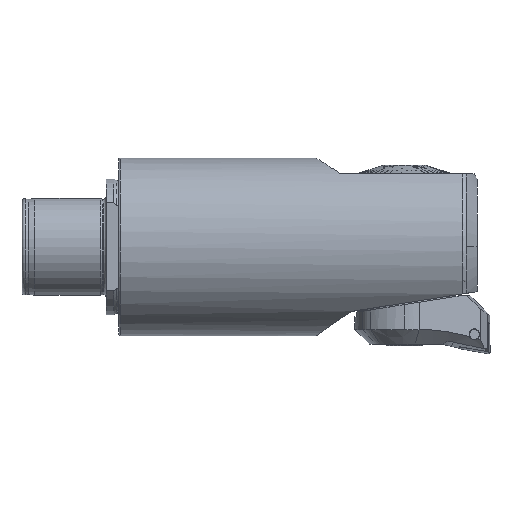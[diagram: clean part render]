
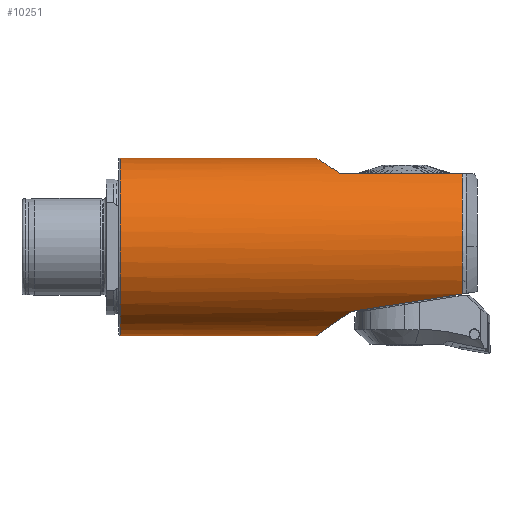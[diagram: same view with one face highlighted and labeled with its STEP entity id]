
A CAD part, front view. The second image highlights one B-rep face of the part: STEP entity #10251.
In plain terms, the highlighted cylindrical face has radius 27.5 mm (diameter 55 mm), a partial arc.
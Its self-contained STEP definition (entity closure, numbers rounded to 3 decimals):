
#575 = ORIENTED_EDGE ( 'NONE', *, *, #10859, .T. ) ;
#1228 = DIRECTION ( 'NONE',  ( -1., 0., 0. ) ) ;
#1381 = CARTESIAN_POINT ( 'NONE',  ( 98.789, -15.596, 22.65 ) ) ;
#1429 = LINE ( 'NONE', #21585, #28222 ) ;
#1610 = CARTESIAN_POINT ( 'NONE',  ( 98.368, -15.814, -22.502 ) ) ;
#1713 = CARTESIAN_POINT ( 'NONE',  ( 91.333, -2.004, -27.445 ) ) ;
#1999 = CARTESIAN_POINT ( 'NONE',  ( 136.381, 0., 0. ) ) ;
#2005 = CARTESIAN_POINT ( 'NONE',  ( -7.756, 0., -27.5 ) ) ;
#2671 = CARTESIAN_POINT ( 'NONE',  ( 102.212, -18.886, -19.989 ) ) ;
#3235 = CARTESIAN_POINT ( 'NONE',  ( 136.381, -23.318, -14.577 ) ) ;
#3676 = CARTESIAN_POINT ( 'NONE',  ( 91.962, -5.349, 26.977 ) ) ;
#3745 = VERTEX_POINT ( 'NONE', #2671 ) ;
#4003 = CARTESIAN_POINT ( 'NONE',  ( 95.578, -12.781, -24.412 ) ) ;
#4096 = CARTESIAN_POINT ( 'NONE',  ( 91.258, 0., -27.5 ) ) ;
#4100 = CARTESIAN_POINT ( 'NONE',  ( 136.381, -23.318, -14.577 ) ) ;
#4271 = ORIENTED_EDGE ( 'NONE', *, *, #25345, .F. ) ;
#4395 = DIRECTION ( 'NONE',  ( 0., 1., 0. ) ) ;
#4398 = EDGE_CURVE ( 'NONE', #11035, #17838, #24855, .T. ) ;
#4850 = LINE ( 'NONE', #2005, #10408 ) ;
#6059 = CARTESIAN_POINT ( 'NONE',  ( 92.333, -6.434, 26.739 ) ) ;
#6390 = CARTESIAN_POINT ( 'NONE',  ( 94.071, -10.363, -25.477 ) ) ;
#6728 = VERTEX_POINT ( 'NONE', #3235 ) ;
#7763 = AXIS2_PLACEMENT_3D ( 'NONE', #15431, #1228, #17821 ) ;
#7895 = CARTESIAN_POINT ( 'NONE',  ( 30.4, 0., -27.5 ) ) ;
#8426 = CARTESIAN_POINT ( 'NONE',  ( 93.067, -8.166, 26.269 ) ) ;
#8636 = ORIENTED_EDGE ( 'NONE', *, *, #27571, .F. ) ;
#8651 = CARTESIAN_POINT ( 'NONE',  ( 101.477, -18.394, -20.454 ) ) ;
#8760 = CARTESIAN_POINT ( 'NONE',  ( 93.394, -9.089, -25.959 ) ) ;
#8949 = ORIENTED_EDGE ( 'NONE', *, *, #18195, .F. ) ;
#9334 = VERTEX_POINT ( 'NONE', #25527 ) ;
#10251 = ADVANCED_FACE ( 'NONE', ( #11593 ), #10867, .T. ) ;
#10408 = VECTOR ( 'NONE', #25806, 1000. ) ;
#10821 = CARTESIAN_POINT ( 'NONE',  ( 94.146, -10.119, 25.579 ) ) ;
#10859 = EDGE_CURVE ( 'NONE', #11035, #26606, #19356, .T. ) ;
#10867 = CYLINDRICAL_SURFACE ( 'NONE', #19164, 27.5 ) ;
#11035 = VERTEX_POINT ( 'NONE', #21481 ) ;
#11146 = CARTESIAN_POINT ( 'NONE',  ( 92.435, -6.866, -26.647 ) ) ;
#11256 = CARTESIAN_POINT ( 'NONE',  ( 112.378, -20.59, -18.379 ) ) ;
#11366 =( BOUNDED_CURVE ( )  B_SPLINE_CURVE ( 3, ( #4100, #13530, #11256, #27918 ),
 .UNSPECIFIED., .F., .F. ) 
 B_SPLINE_CURVE_WITH_KNOTS ( ( 4, 4 ),
 ( 5.271, 5.526 ),
 .UNSPECIFIED. ) 
 CURVE ( )  GEOMETRIC_REPRESENTATION_ITEM ( )  RATIONAL_B_SPLINE_CURVE ( ( 1., 0.995, 0.995, 1. ) ) 
 REPRESENTATION_ITEM ( '' )  );
#11593 = FACE_OUTER_BOUND ( 'NONE', #11644, .T. ) ;
#11644 = EDGE_LOOP ( 'NONE', ( #18002, #30789, #8636, #17167, #8949, #22440, #575, #4271 ) ) ;
#11926 = CARTESIAN_POINT ( 'NONE',  ( 30.4, 0., 27.5 ) ) ;
#12031 = EDGE_CURVE ( 'NONE', #9334, #13153, #4850, .T. ) ;
#12310 = VECTOR ( 'NONE', #30304, 1000. ) ;
#12486 = CARTESIAN_POINT ( 'NONE',  ( 136.381, -15.596, 22.65 ) ) ;
#13082 = CARTESIAN_POINT ( 'NONE',  ( 91.358, -3.107, 27.366 ) ) ;
#13153 = VERTEX_POINT ( 'NONE', #7895 ) ;
#13192 = CARTESIAN_POINT ( 'NONE',  ( 95.398, -11.935, 24.783 ) ) ;
#13416 = CARTESIAN_POINT ( 'NONE',  ( 99.719, -17.023, -21.601 ) ) ;
#13528 = CARTESIAN_POINT ( 'NONE',  ( 91.873, -4.963, -27.053 ) ) ;
#13530 = CARTESIAN_POINT ( 'NONE',  ( 123.83, -22.076, -16.565 ) ) ;
#13595 = CARTESIAN_POINT ( 'NONE',  ( -7.756, 0., 27.5 ) ) ;
#14283 = EDGE_CURVE ( 'NONE', #26180, #6728, #23302, .T. ) ;
#15431 = CARTESIAN_POINT ( 'NONE',  ( 30.4, 0., 0. ) ) ;
#15475 = CARTESIAN_POINT ( 'NONE',  ( 91.15, 0., 27.5 ) ) ;
#15574 = CARTESIAN_POINT ( 'NONE',  ( 97.741, -14.646, 23.304 ) ) ;
#15808 = CARTESIAN_POINT ( 'NONE',  ( 98.701, -16.127, -22.278 ) ) ;
#15905 = CARTESIAN_POINT ( 'NONE',  ( 91.557, -3.488, -27.282 ) ) ;
#16251 = AXIS2_PLACEMENT_3D ( 'NONE', #1999, #18571, #4395 ) ;
#17167 = ORIENTED_EDGE ( 'NONE', *, *, #14283, .F. ) ;
#17821 = DIRECTION ( 'NONE',  ( 0., 0., 1. ) ) ;
#17838 = VERTEX_POINT ( 'NONE', #22442 ) ;
#17862 = CARTESIAN_POINT ( 'NONE',  ( 91.851, -4.977, 27.049 ) ) ;
#18002 = ORIENTED_EDGE ( 'NONE', *, *, #12031, .F. ) ;
#18180 = CARTESIAN_POINT ( 'NONE',  ( 96.747, -14.205, -23.599 ) ) ;
#18195 = EDGE_CURVE ( 'NONE', #17838, #26180, #1429, .T. ) ;
#18287 = CARTESIAN_POINT ( 'NONE',  ( 91.258, -1.006, -27.5 ) ) ;
#18571 = DIRECTION ( 'NONE',  ( 1., 0., 0. ) ) ;
#19164 = AXIS2_PLACEMENT_3D ( 'NONE', #25052, #29978, #25155 ) ;
#19356 = LINE ( 'NONE', #13595, #12310 ) ;
#20255 = CARTESIAN_POINT ( 'NONE',  ( 92.203, -6.076, 26.823 ) ) ;
#20586 = CARTESIAN_POINT ( 'NONE',  ( 94.314, -10.777, -25.304 ) ) ;
#21481 = CARTESIAN_POINT ( 'NONE',  ( 91.15, 0., 27.5 ) ) ;
#21585 = CARTESIAN_POINT ( 'NONE',  ( -7.756, -15.596, 22.65 ) ) ;
#22440 = ORIENTED_EDGE ( 'NONE', *, *, #4398, .F. ) ;
#22442 = CARTESIAN_POINT ( 'NONE',  ( 98.789, -15.596, 22.65 ) ) ;
#22647 = CARTESIAN_POINT ( 'NONE',  ( 92.751, -7.488, 26.471 ) ) ;
#22970 = CARTESIAN_POINT ( 'NONE',  ( 93.61, -9.519, -25.804 ) ) ;
#23302 = CIRCLE ( 'NONE', #16251, 27.5 ) ;
#23827 = CIRCLE ( 'NONE', #7763, 27.5 ) ;
#23983 = DIRECTION ( 'NONE',  ( 1., 0., 0. ) ) ;
#24238 = EDGE_CURVE ( 'NONE', #3745, #9334, #24483, .T. ) ;
#24483 = B_SPLINE_CURVE_WITH_KNOTS ( 'NONE', 3,
 ( #25300, #8651, #27719, #13416, #30126, #15808, #1610, #18180, #4003, #20586, #6390, #22970, #8760, #25411, #11146, #27823, #13528, #30223, #15905, #1713, #18287, #4096 ),
 .UNSPECIFIED., .F., .F.,
 ( 4, 2, 2, 2, 2, 2, 2, 2, 2, 2, 4 ),
 ( 0.022, 0.025, 0.026, 0.028, 0.034, 0.035, 0.037, 0.04, 0.041, 0.043, 0.046 ),
 .UNSPECIFIED. ) ;
#24855 = B_SPLINE_CURVE_WITH_KNOTS ( 'NONE', 3,
 ( #15475, #29786, #13082, #17862, #3676, #20255, #6059, #22647, #8426, #25071, #10821, #27485, #13192, #29887, #15574, #1381 ),
 .UNSPECIFIED., .F., .F.,
 ( 4, 2, 2, 2, 2, 2, 2, 4 ),
 ( 0.02, 0.024, 0.026, 0.027, 0.029, 0.031, 0.034, 0.038 ),
 .UNSPECIFIED. ) ;
#25052 = CARTESIAN_POINT ( 'NONE',  ( -7.756, 0., 0. ) ) ;
#25071 = CARTESIAN_POINT ( 'NONE',  ( 93.764, -9.481, 25.823 ) ) ;
#25155 = DIRECTION ( 'NONE',  ( 0., 0., 1. ) ) ;
#25300 = CARTESIAN_POINT ( 'NONE',  ( 102.212, -18.886, -19.989 ) ) ;
#25345 = EDGE_CURVE ( 'NONE', #13153, #26606, #23827, .T. ) ;
#25411 = CARTESIAN_POINT ( 'NONE',  ( 92.785, -7.774, -26.394 ) ) ;
#25527 = CARTESIAN_POINT ( 'NONE',  ( 91.258, 0., -27.5 ) ) ;
#25806 = DIRECTION ( 'NONE',  ( -1., 0., 0. ) ) ;
#26180 = VERTEX_POINT ( 'NONE', #12486 ) ;
#26606 = VERTEX_POINT ( 'NONE', #11926 ) ;
#27485 = CARTESIAN_POINT ( 'NONE',  ( 94.965, -11.348, 25.058 ) ) ;
#27571 = EDGE_CURVE ( 'NONE', #6728, #3745, #11366, .T. ) ;
#27719 = CARTESIAN_POINT ( 'NONE',  ( 100.762, -17.869, -20.916 ) ) ;
#27823 = CARTESIAN_POINT ( 'NONE',  ( 92.002, -5.446, -26.96 ) ) ;
#27918 = CARTESIAN_POINT ( 'NONE',  ( 102.212, -18.886, -19.989 ) ) ;
#28222 = VECTOR ( 'NONE', #23983, 1000. ) ;
#29786 = CARTESIAN_POINT ( 'NONE',  ( 91.15, -1.574, 27.5 ) ) ;
#29887 = CARTESIAN_POINT ( 'NONE',  ( 96.756, -13.62, 23.924 ) ) ;
#29978 = DIRECTION ( 'NONE',  ( -1., 0., 0. ) ) ;
#30126 = CARTESIAN_POINT ( 'NONE',  ( 99.376, -16.731, -21.828 ) ) ;
#30223 = CARTESIAN_POINT ( 'NONE',  ( 91.65, -3.981, -27.215 ) ) ;
#30304 = DIRECTION ( 'NONE',  ( -1., 0., 0. ) ) ;
#30789 = ORIENTED_EDGE ( 'NONE', *, *, #24238, .F. ) ;
